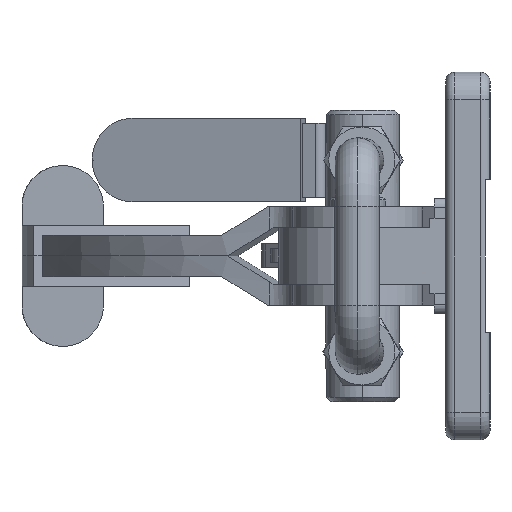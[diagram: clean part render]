
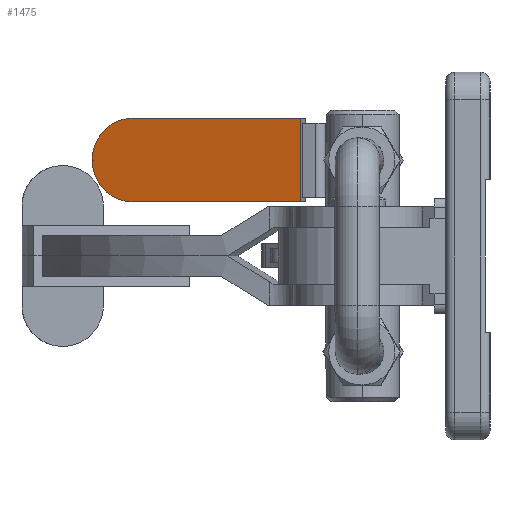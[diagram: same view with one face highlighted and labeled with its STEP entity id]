
A CAD part, left-side view. The second image highlights one B-rep face of the part: STEP entity #1475.
In plain terms, the highlighted planar face has unit normal (-0.954, 0.301, 0).
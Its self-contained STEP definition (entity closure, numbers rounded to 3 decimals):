
#80 = CARTESIAN_POINT ( 'NONE',  ( 32.369, 77.248, 20.7 ) ) ;
#205 = LINE ( 'NONE', #11874, #9684 ) ;
#806 = VECTOR ( 'NONE', #5998, 1000. ) ;
#809 = EDGE_CURVE ( 'NONE', #9840, #8135, #5917, .T. ) ;
#1037 = LINE ( 'NONE', #5761, #10193 ) ;
#1464 = CARTESIAN_POINT ( 'NONE',  ( 20.868, 40.86, 11.7 ) ) ;
#1475 = ADVANCED_FACE ( 'NONE', ( #8954 ), #9120, .T. ) ;
#1837 = CARTESIAN_POINT ( 'NONE',  ( 32.369, 77.248, 20.7 ) ) ;
#2772 = DIRECTION ( 'NONE',  ( 0.301, 0.954, 0. ) ) ;
#2921 = CARTESIAN_POINT ( 'NONE',  ( 20.868, 40.86, 29.7 ) ) ;
#2973 = LINE ( 'NONE', #1464, #806 ) ;
#3054 = EDGE_CURVE ( 'NONE', #10974, #4751, #205, .T. ) ;
#3111 = ORIENTED_EDGE ( 'NONE', *, *, #3054, .T. ) ;
#3271 = AXIS2_PLACEMENT_3D ( 'NONE', #1837, #8227, #2772 ) ;
#3606 = EDGE_CURVE ( 'NONE', #4751, #9840, #4486, .T. ) ;
#3718 = CARTESIAN_POINT ( 'NONE',  ( 32.369, 77.248, 20.7 ) ) ;
#3726 = CARTESIAN_POINT ( 'NONE',  ( 35.081, 85.829, 20.7 ) ) ;
#3904 = ORIENTED_EDGE ( 'NONE', *, *, #3606, .T. ) ;
#4248 = VERTEX_POINT ( 'NONE', #5231 ) ;
#4486 = CIRCLE ( 'NONE', #10650, 9. ) ;
#4584 = ORIENTED_EDGE ( 'NONE', *, *, #4778, .T. ) ;
#4658 = DIRECTION ( 'NONE',  ( 0.301, 0.954, 0. ) ) ;
#4751 = VERTEX_POINT ( 'NONE', #4765 ) ;
#4765 = CARTESIAN_POINT ( 'NONE',  ( 32.369, 77.248, 29.7 ) ) ;
#4778 = EDGE_CURVE ( 'NONE', #4248, #10974, #1037, .T. ) ;
#4795 = AXIS2_PLACEMENT_3D ( 'NONE', #80, #5566, #11072 ) ;
#5231 = CARTESIAN_POINT ( 'NONE',  ( 20.868, 40.86, 11.7 ) ) ;
#5566 = DIRECTION ( 'NONE',  ( -0.954, 0.301, 0. ) ) ;
#5722 = DIRECTION ( 'NONE',  ( 0., 0., 1. ) ) ;
#5761 = CARTESIAN_POINT ( 'NONE',  ( 20.868, 40.86, 29.7 ) ) ;
#5917 = CIRCLE ( 'NONE', #4795, 9. ) ;
#5998 = DIRECTION ( 'NONE',  ( -0.301, -0.954, 0. ) ) ;
#7048 = ORIENTED_EDGE ( 'NONE', *, *, #809, .T. ) ;
#8135 = VERTEX_POINT ( 'NONE', #9248 ) ;
#8227 = DIRECTION ( 'NONE',  ( -0.954, 0.301, 0. ) ) ;
#8927 = EDGE_LOOP ( 'NONE', ( #3904, #7048, #11250, #4584, #3111 ) ) ;
#8954 = FACE_OUTER_BOUND ( 'NONE', #8927, .T. ) ;
#9120 = PLANE ( 'NONE',  #3271 ) ;
#9248 = CARTESIAN_POINT ( 'NONE',  ( 32.369, 77.248, 11.7 ) ) ;
#9684 = VECTOR ( 'NONE', #11008, 1000. ) ;
#9840 = VERTEX_POINT ( 'NONE', #3726 ) ;
#10119 = EDGE_CURVE ( 'NONE', #8135, #4248, #2973, .T. ) ;
#10133 = DIRECTION ( 'NONE',  ( -0.954, 0.301, 0. ) ) ;
#10193 = VECTOR ( 'NONE', #5722, 1000. ) ;
#10650 = AXIS2_PLACEMENT_3D ( 'NONE', #3718, #10133, #4658 ) ;
#10974 = VERTEX_POINT ( 'NONE', #2921 ) ;
#11008 = DIRECTION ( 'NONE',  ( 0.301, 0.954, 0. ) ) ;
#11072 = DIRECTION ( 'NONE',  ( 0.301, 0.954, 0. ) ) ;
#11250 = ORIENTED_EDGE ( 'NONE', *, *, #10119, .T. ) ;
#11874 = CARTESIAN_POINT ( 'NONE',  ( 20.868, 40.86, 29.7 ) ) ;
